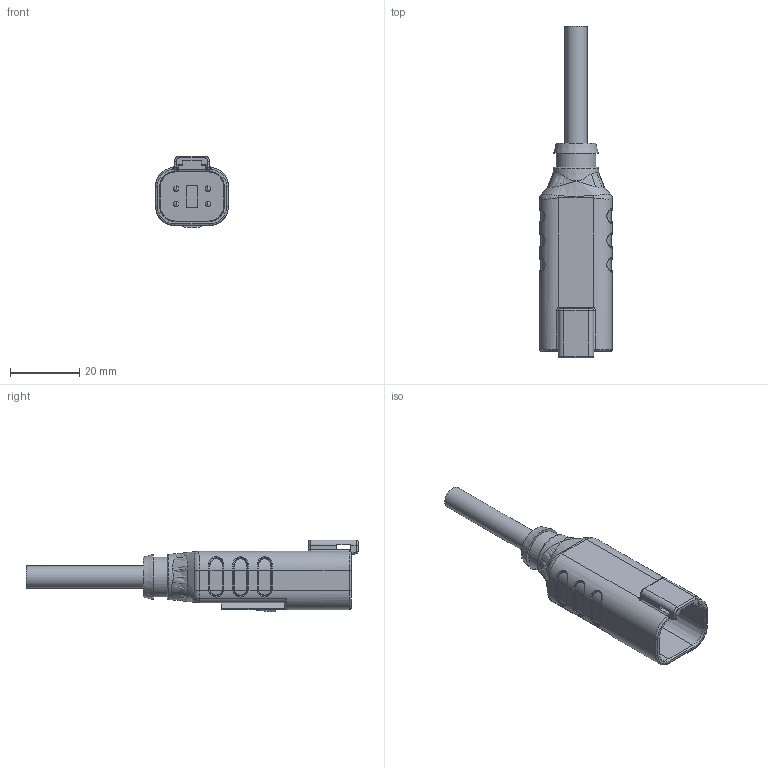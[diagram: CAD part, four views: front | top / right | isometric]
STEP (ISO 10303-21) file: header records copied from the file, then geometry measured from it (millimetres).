
FILE_DESCRIPTION(/* description */ (''),/* implementation_level */ '2;1');
FILE_NAME(/* name */ '5037607__Neu-Anschlussleitung_assy_05-04-2022_stp.stp',/* time_stamp */ '2022-04-05T14:11:00+02:00',/* author */ ('ESCHA GmbH & Co. KG'),/* organization */ ('ESCHA GmbH & Co. KG'),/* preprocessor_version */ 'ST-DEVELOPER v16',/* originating_system */ 'SIEMENS PLM Software NX 10.0',/* authorisation */ '');
FILE_SCHEMA (('AUTOMOTIVE_DESIGN { 1 0 10303 214 3 1 1 1 }'));
Length unit declared in the file: millimetre
Products named in the file (1): t.he69B880ADv8cu
Bounding box: 21 x 95.75 x 20.72 mm (x, y, z)
Volume: 13107.4 mm3; surface area: 6639.2 mm2
Topology: 1 solids, 1 shells, 359 faces, 884 edges, 518 vertices
Faces by surface type: cylinder 107, plane 100, bspline 64, torus 63, sphere 14, cone 11
Full cylindrical faces by diameter (mm): 6.4 x1, 11.5 x1
Entity records: 14042 total; most frequent: CARTESIAN_POINT 5979, ORIENTED_EDGE 1718, DIRECTION 1670, EDGE_CURVE 859, AXIS2_PLACEMENT_3D 670, VERTEX_POINT 514, EDGE_LOOP 375, CIRCLE 364
